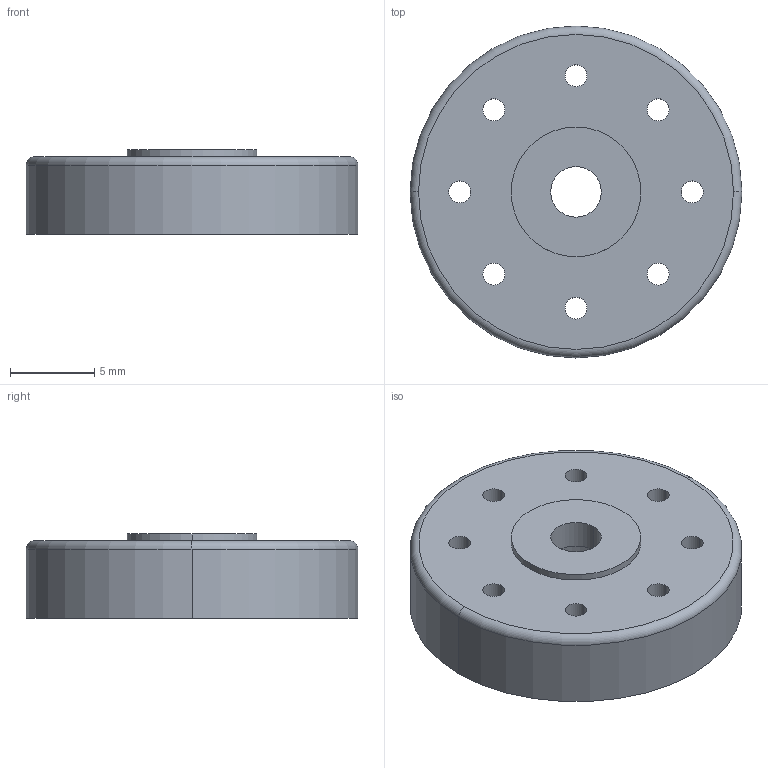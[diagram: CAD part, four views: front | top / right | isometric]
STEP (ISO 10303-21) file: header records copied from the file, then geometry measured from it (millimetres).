
FILE_DESCRIPTION (( 'STEP AP214' ), '1' );
FILE_NAME ('LDX-218_Mounting_Disk.STEP', '2023-02-25T15:47:58', ( '' ), ( '' ), 'SwSTEP 2.0', 'SolidWorks 2023', '' );
FILE_SCHEMA (( 'AUTOMOTIVE_DESIGN' ));
Length unit declared in the file: millimetre
Products named in the file (1): LDX-218_Mounting_Disk_Thicker
Bounding box: 19.7 x 19.7 x 5 mm (x, y, z)
Volume: 1006.8 mm3; surface area: 1542.9 mm2
Topology: 1 solids, 1 shells, 57 faces, 151 edges, 100 vertices
Faces by surface type: cylinder 49, plane 6, torus 2
Entity records: 1890 total; most frequent: DIRECTION 369, CARTESIAN_POINT 309, ORIENTED_EDGE 302, AXIS2_PLACEMENT_3D 160, EDGE_CURVE 151, CIRCLE 102, VERTEX_POINT 100, EDGE_LOOP 79
